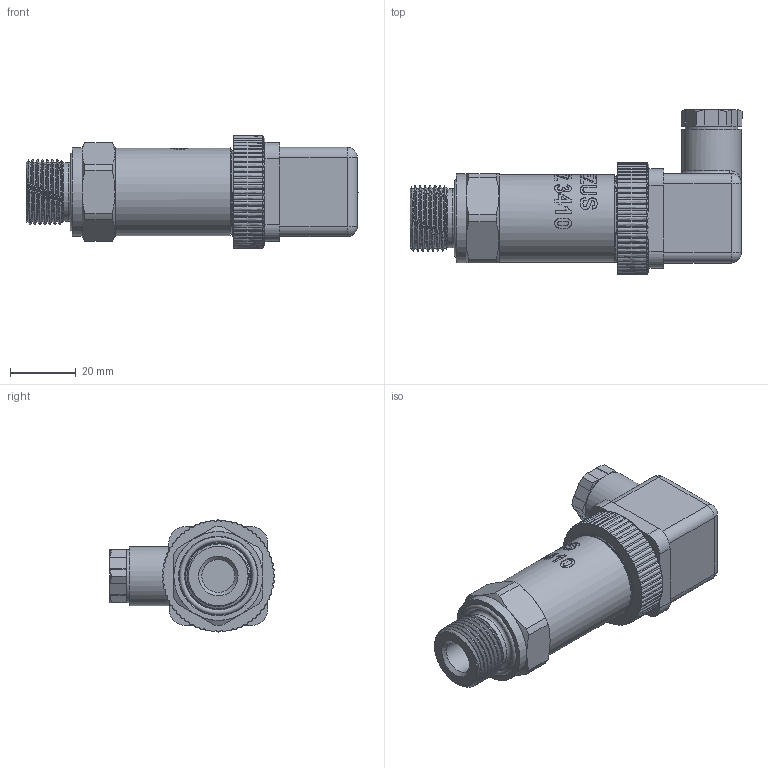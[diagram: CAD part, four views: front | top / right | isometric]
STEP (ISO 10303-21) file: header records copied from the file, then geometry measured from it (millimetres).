
FILE_DESCRIPTION(/* description */ (''),/* implementation_level */ '2;1');
FILE_NAME(/* name */ 'APZ3410_14_DIN43650A.step',/* time_stamp */ '2021-06-17T12:32:09+03:00',/* author */ (''),/* organization */ (''),/* preprocessor_version */ 'ST-DEVELOPER v18.1',/* originating_system */ 'Autodesk Translation Framework v10.9.0.1377',/* authorisation */ '');
FILE_SCHEMA (('AUTOMOTIVE_DESIGN { 1 0 10303 214 3 1 1 }'));
Length unit declared in the file: millimetre
Products named in the file (6): APZ3410_x_y; OMAL nut M27x1.5 v8; DIN 43650A male Hirshmann round base v3; DIN 43650A female part 28 mm high v6; Shell; M20x1,5 DIN OPEN PORT PVC PVDF
Assembly tree (5 placements, depth 2):
  APZ3410_x_y
    OMAL nut M27x1.5 v8
    DIN 43650A male Hirshmann round base v3
    DIN 43650A female part 28 mm high v6
    Shell
    M20x1,5 DIN OPEN PORT PVC PVDF
Bounding box: 100.7 x 50.02 x 34 mm (x, y, z)
Volume: 62501.5 mm3; surface area: 28707.9 mm2
Topology: 6 solids, 6 shells, 1439 faces, 3958 edges, 2628 vertices
Faces by surface type: plane 571, bspline 541, cylinder 261, cone 38, torus 22, sphere 6
Full cylindrical faces by diameter (mm): 1.6 x4, 1.65 x4, 2 x1, 2.2 x1, 2.537 x6, 2.579 x1, 2.938 x10, 3.2 x1, 5 x1, 6 x1, 7.8 x1, 8 x1, 10 x2, 16 x1, 17.8 x1, 18 x1, 18.137 x6, 19.85 x5, 20.5 x1, 21 x1, 21.4 x2, 22 x1, 22.4 x2, 23.7 x1, 24.035 x6, 24.4 x1, 24.884 x4, 25.132 x4, 25.157 x6, 25.2 x2
Entity records: 71505 total; most frequent: CARTESIAN_POINT 38632, ORIENTED_EDGE 7912, DIRECTION 4849, EDGE_CURVE 3956, VERTEX_POINT 2628, LINE 1857, VECTOR 1857, EDGE_LOOP 1560
